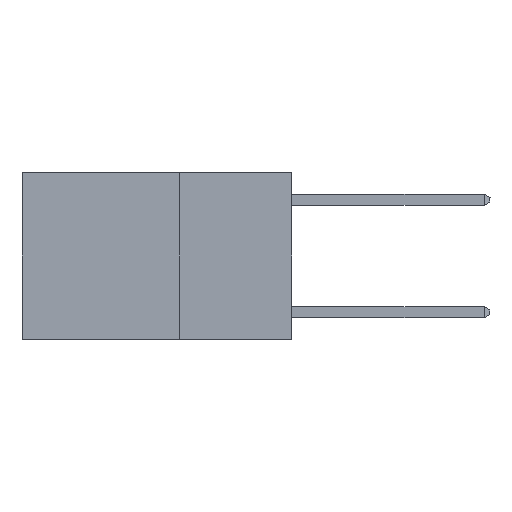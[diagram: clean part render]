
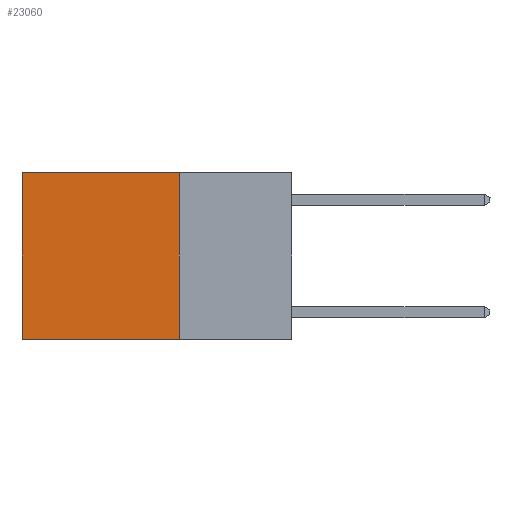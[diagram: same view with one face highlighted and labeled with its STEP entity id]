
A CAD part, left-side view. The second image highlights one B-rep face of the part: STEP entity #23060.
In plain terms, the highlighted planar face has unit normal (-1, 0, 0).
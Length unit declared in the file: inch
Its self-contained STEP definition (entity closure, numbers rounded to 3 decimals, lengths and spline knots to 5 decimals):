
#1988 = CARTESIAN_POINT ( 'NONE',  ( 0.2625, 0.25, 0. ) ) ;
#2185 = VERTEX_POINT ( 'NONE', #22515 ) ;
#2674 = VECTOR ( 'NONE', #20094, 39.37008 ) ;
#2989 = EDGE_CURVE ( 'NONE', #16555, #13207, #8952, .T. ) ;
#3247 = ORIENTED_EDGE ( 'NONE', *, *, #12334, .T. ) ;
#3257 = CARTESIAN_POINT ( 'NONE',  ( 0.2625, 0.25, -0.37 ) ) ;
#4253 = CARTESIAN_POINT ( 'NONE',  ( 0.2625, 0.6, -0.37 ) ) ;
#7708 = DIRECTION ( 'NONE',  ( 0., 0., -1. ) ) ;
#8080 = FACE_OUTER_BOUND ( 'NONE', #11712, .T. ) ;
#8722 = VECTOR ( 'NONE', #22482, 39.37008 ) ;
#8734 = LINE ( 'NONE', #20356, #8722 ) ;
#8823 = ORIENTED_EDGE ( 'NONE', *, *, #19447, .F. ) ;
#8952 = LINE ( 'NONE', #3257, #14894 ) ;
#11703 = CARTESIAN_POINT ( 'NONE',  ( 0.2625, 0.25, 0. ) ) ;
#11712 = EDGE_LOOP ( 'NONE', ( #11773, #13373, #8823, #3247 ) ) ;
#11773 = ORIENTED_EDGE ( 'NONE', *, *, #19079, .T. ) ;
#12334 = EDGE_CURVE ( 'NONE', #14349, #2185, #23863, .T. ) ;
#13207 = VERTEX_POINT ( 'NONE', #4253 ) ;
#13373 = ORIENTED_EDGE ( 'NONE', *, *, #2989, .F. ) ;
#13939 = LINE ( 'NONE', #17952, #20705 ) ;
#14349 = VERTEX_POINT ( 'NONE', #1988 ) ;
#14894 = VECTOR ( 'NONE', #22459, 39.37008 ) ;
#15213 = PLANE ( 'NONE',  #21196 ) ;
#15959 = DIRECTION ( 'NONE',  ( 0., 0., -1. ) ) ;
#16555 = VERTEX_POINT ( 'NONE', #21264 ) ;
#17952 = CARTESIAN_POINT ( 'NONE',  ( 0.2625, 0.25, 0. ) ) ;
#18343 = CARTESIAN_POINT ( 'NONE',  ( 0.2625, 0.25, 0. ) ) ;
#19079 = EDGE_CURVE ( 'NONE', #2185, #13207, #8734, .T. ) ;
#19447 = EDGE_CURVE ( 'NONE', #14349, #16555, #13939, .T. ) ;
#20094 = DIRECTION ( 'NONE',  ( 0., 1., 0. ) ) ;
#20356 = CARTESIAN_POINT ( 'NONE',  ( 0.2625, 0.6, 0. ) ) ;
#20705 = VECTOR ( 'NONE', #15959, 39.37008 ) ;
#21099 = DIRECTION ( 'NONE',  ( 1., 0., 0. ) ) ;
#21196 = AXIS2_PLACEMENT_3D ( 'NONE', #11703, #21099, #7708 ) ;
#21264 = CARTESIAN_POINT ( 'NONE',  ( 0.2625, 0.25, -0.37 ) ) ;
#22459 = DIRECTION ( 'NONE',  ( 0., 1., 0. ) ) ;
#22482 = DIRECTION ( 'NONE',  ( 0., 0., -1. ) ) ;
#22515 = CARTESIAN_POINT ( 'NONE',  ( 0.2625, 0.6, 0. ) ) ;
#23060 = ADVANCED_FACE ( 'NONE', ( #8080 ), #15213, .F. ) ;
#23863 = LINE ( 'NONE', #18343, #2674 ) ;
